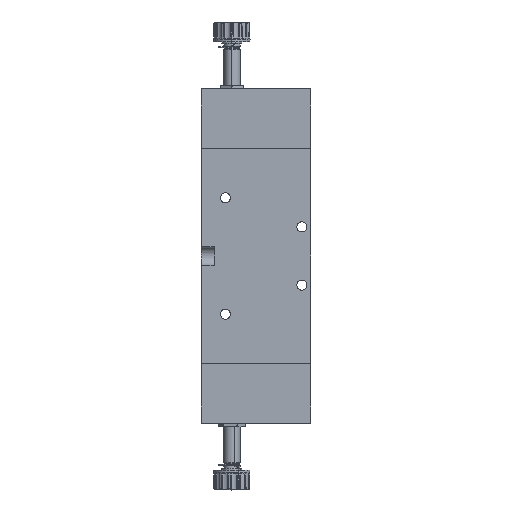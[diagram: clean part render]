
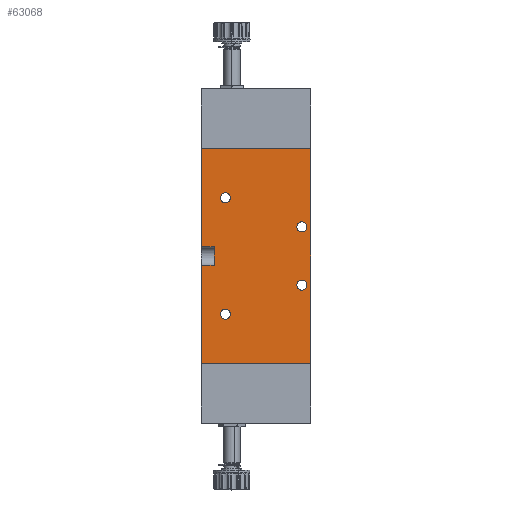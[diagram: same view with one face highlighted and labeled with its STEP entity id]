
A CAD part, left-side view. The second image highlights one B-rep face of the part: STEP entity #63068.
In plain terms, the highlighted planar face has unit normal (-1, 0, 0).
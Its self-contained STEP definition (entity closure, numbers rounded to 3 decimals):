
#525 = DIRECTION ( 'NONE',  ( 0., 1., 0. ) ) ;
#668 = DIRECTION ( 'NONE',  ( 1., 0., 0. ) ) ;
#1010 = DIRECTION ( 'NONE',  ( 1., 0., 0. ) ) ;
#1013 = ORIENTED_EDGE ( 'NONE', *, *, #22938, .T. ) ;
#1243 = CARTESIAN_POINT ( 'NONE',  ( -20., -30., 118. ) ) ;
#1675 = ORIENTED_EDGE ( 'NONE', *, *, #58697, .T. ) ;
#1777 = EDGE_CURVE ( 'NONE', #25126, #43822, #15028, .T. ) ;
#1869 = CARTESIAN_POINT ( 'NONE',  ( -20., -30., 118. ) ) ;
#1870 = DIRECTION ( 'NONE',  ( 0., 0., -1. ) ) ;
#1966 = VECTOR ( 'NONE', #30470, 1000. ) ;
#2043 = AXIS2_PLACEMENT_3D ( 'NONE', #6289, #52611, #12957 ) ;
#3125 = DIRECTION ( 'NONE',  ( 0., -1., 0. ) ) ;
#3381 = ORIENTED_EDGE ( 'NONE', *, *, #24588, .T. ) ;
#3542 = LINE ( 'NONE', #36123, #21161 ) ;
#3754 = DIRECTION ( 'NONE',  ( 0., 0., -1. ) ) ;
#5375 = DIRECTION ( 'NONE',  ( 0., 0., -1. ) ) ;
#6148 = DIRECTION ( 'NONE',  ( 1., 0., 0. ) ) ;
#6289 = CARTESIAN_POINT ( 'NONE',  ( -20., -25.2, 43. ) ) ;
#6322 = ORIENTED_EDGE ( 'NONE', *, *, #25346, .T. ) ;
#7303 = EDGE_LOOP ( 'NONE', ( #1013, #3381 ) ) ;
#8175 = LINE ( 'NONE', #57038, #56890 ) ;
#8523 = DIRECTION ( 'NONE',  ( 0., 0., -1. ) ) ;
#8875 = AXIS2_PLACEMENT_3D ( 'NONE', #45792, #6148, #52467 ) ;
#9239 = EDGE_CURVE ( 'NONE', #9786, #12840, #72458, .T. ) ;
#9786 = VERTEX_POINT ( 'NONE', #50021 ) ;
#10713 = DIRECTION ( 'NONE',  ( 0., -1., 0. ) ) ;
#11390 = CARTESIAN_POINT ( 'NONE',  ( -20., 30., 54. ) ) ;
#11585 = DIRECTION ( 'NONE',  ( 0., 0., -1. ) ) ;
#11954 = ORIENTED_EDGE ( 'NONE', *, *, #52216, .T. ) ;
#12457 = EDGE_CURVE ( 'NONE', #65342, #56475, #32483, .T. ) ;
#12642 = CARTESIAN_POINT ( 'NONE',  ( -20., 30., 64. ) ) ;
#12648 = ORIENTED_EDGE ( 'NONE', *, *, #16955, .T. ) ;
#12840 = VERTEX_POINT ( 'NONE', #68876 ) ;
#12957 = DIRECTION ( 'NONE',  ( 0., 0., -1. ) ) ;
#13727 = CARTESIAN_POINT ( 'NONE',  ( -20., -30., 118. ) ) ;
#13979 = CARTESIAN_POINT ( 'NONE',  ( -20., 16.8, 24.25 ) ) ;
#14256 = ORIENTED_EDGE ( 'NONE', *, *, #24430, .T. ) ;
#15028 = LINE ( 'NONE', #13727, #83548 ) ;
#16483 = ORIENTED_EDGE ( 'NONE', *, *, #25375, .T. ) ;
#16955 = EDGE_CURVE ( 'NONE', #77953, #73287, #23793, .T. ) ;
#18082 = CIRCLE ( 'NONE', #20742, 2.75 ) ;
#18427 = CARTESIAN_POINT ( 'NONE',  ( -20., -25.2, 43. ) ) ;
#20742 = AXIS2_PLACEMENT_3D ( 'NONE', #40319, #668, #46912 ) ;
#21161 = VECTOR ( 'NONE', #3125, 1000. ) ;
#22634 = CIRCLE ( 'NONE', #72108, 2.75 ) ;
#22938 = EDGE_CURVE ( 'NONE', #50749, #59662, #55013, .T. ) ;
#23100 = AXIS2_PLACEMENT_3D ( 'NONE', #35468, #81931, #42103 ) ;
#23793 = CIRCLE ( 'NONE', #8875, 2.75 ) ;
#24430 = EDGE_CURVE ( 'NONE', #26784, #54782, #63103, .T. ) ;
#24588 = EDGE_CURVE ( 'NONE', #59662, #50749, #22634, .T. ) ;
#24824 = ORIENTED_EDGE ( 'NONE', *, *, #51181, .T. ) ;
#24875 = VERTEX_POINT ( 'NONE', #11390 ) ;
#25064 = DIRECTION ( 'NONE',  ( 0., 0., -1. ) ) ;
#25095 = FACE_OUTER_BOUND ( 'NONE', #65016, .T. ) ;
#25126 = VERTEX_POINT ( 'NONE', #54183 ) ;
#25346 = EDGE_CURVE ( 'NONE', #58764, #46734, #25797, .T. ) ;
#25375 = EDGE_CURVE ( 'NONE', #83041, #43822, #8175, .T. ) ;
#25797 = CIRCLE ( 'NONE', #78859, 2.75 ) ;
#26145 = CARTESIAN_POINT ( 'NONE',  ( -20., -25.2, 77.75 ) ) ;
#26784 = VERTEX_POINT ( 'NONE', #28475 ) ;
#27485 = EDGE_CURVE ( 'NONE', #56475, #12840, #3542, .T. ) ;
#28390 = EDGE_LOOP ( 'NONE', ( #14256, #65577 ) ) ;
#28475 = CARTESIAN_POINT ( 'NONE',  ( -20., -25.2, 40.25 ) ) ;
#28926 = VECTOR ( 'NONE', #525, 1000. ) ;
#29644 = EDGE_LOOP ( 'NONE', ( #1675, #6322 ) ) ;
#30170 = EDGE_CURVE ( 'NONE', #54782, #26784, #38514, .T. ) ;
#30470 = DIRECTION ( 'NONE',  ( 0., 0., 1. ) ) ;
#32483 = LINE ( 'NONE', #57902, #85490 ) ;
#33511 = CARTESIAN_POINT ( 'NONE',  ( -20., -30., 54. ) ) ;
#34262 = CARTESIAN_POINT ( 'NONE',  ( -20., 30., 118. ) ) ;
#34436 = CARTESIAN_POINT ( 'NONE',  ( -20., 30., 0. ) ) ;
#35468 = CARTESIAN_POINT ( 'NONE',  ( -20., 16.8, 27. ) ) ;
#36123 = CARTESIAN_POINT ( 'NONE',  ( -20., -30., 64. ) ) ;
#36720 = ORIENTED_EDGE ( 'NONE', *, *, #50813, .F. ) ;
#38514 = CIRCLE ( 'NONE', #2043, 2.75 ) ;
#39017 = CARTESIAN_POINT ( 'NONE',  ( -20., 16.8, 88.25 ) ) ;
#40319 = CARTESIAN_POINT ( 'NONE',  ( -20., 16.8, 91. ) ) ;
#40583 = CARTESIAN_POINT ( 'NONE',  ( -20., 16.8, 93.75 ) ) ;
#40654 = CARTESIAN_POINT ( 'NONE',  ( -20., 16.8, 27. ) ) ;
#42103 = DIRECTION ( 'NONE',  ( 0., 0., -1. ) ) ;
#42686 = FACE_BOUND ( 'NONE', #28390, .T. ) ;
#43376 = DIRECTION ( 'NONE',  ( 1., 0., 0. ) ) ;
#43742 = CIRCLE ( 'NONE', #46255, 2.75 ) ;
#43822 = VERTEX_POINT ( 'NONE', #47548 ) ;
#45021 = DIRECTION ( 'NONE',  ( 1., 0., 0. ) ) ;
#45792 = CARTESIAN_POINT ( 'NONE',  ( -20., -25.2, 75. ) ) ;
#46255 = AXIS2_PLACEMENT_3D ( 'NONE', #84854, #45021, #5375 ) ;
#46734 = VERTEX_POINT ( 'NONE', #39017 ) ;
#46912 = DIRECTION ( 'NONE',  ( 0., 0., -1. ) ) ;
#46956 = DIRECTION ( 'NONE',  ( 0., 0., -1. ) ) ;
#47274 = DIRECTION ( 'NONE',  ( 0., 0., -1. ) ) ;
#47548 = CARTESIAN_POINT ( 'NONE',  ( -20., -30., 0. ) ) ;
#48155 = DIRECTION ( 'NONE',  ( 1., 0., 0. ) ) ;
#49983 = VECTOR ( 'NONE', #60886, 1000. ) ;
#50021 = CARTESIAN_POINT ( 'NONE',  ( -20., 23., 54. ) ) ;
#50749 = VERTEX_POINT ( 'NONE', #13979 ) ;
#50813 = EDGE_CURVE ( 'NONE', #65342, #25126, #67641, .T. ) ;
#51181 = EDGE_CURVE ( 'NONE', #24875, #83041, #83193, .T. ) ;
#51476 = AXIS2_PLACEMENT_3D ( 'NONE', #18427, #64781, #25064 ) ;
#52216 = EDGE_CURVE ( 'NONE', #9786, #24875, #64164, .T. ) ;
#52467 = DIRECTION ( 'NONE',  ( 0., 0., -1. ) ) ;
#52611 = DIRECTION ( 'NONE',  ( 1., 0., 0. ) ) ;
#53530 = AXIS2_PLACEMENT_3D ( 'NONE', #1869, #48155, #8523 ) ;
#54183 = CARTESIAN_POINT ( 'NONE',  ( -20., -30., 118. ) ) ;
#54782 = VERTEX_POINT ( 'NONE', #57773 ) ;
#55013 = CIRCLE ( 'NONE', #23100, 2.75 ) ;
#56020 = ORIENTED_EDGE ( 'NONE', *, *, #62838, .T. ) ;
#56475 = VERTEX_POINT ( 'NONE', #12642 ) ;
#56890 = VECTOR ( 'NONE', #10713, 1000. ) ;
#57038 = CARTESIAN_POINT ( 'NONE',  ( -20., -30., 0. ) ) ;
#57773 = CARTESIAN_POINT ( 'NONE',  ( -20., -25.2, 45.75 ) ) ;
#57902 = CARTESIAN_POINT ( 'NONE',  ( -20., 30., 118. ) ) ;
#58269 = FACE_BOUND ( 'NONE', #7303, .T. ) ;
#58697 = EDGE_CURVE ( 'NONE', #46734, #58764, #18082, .T. ) ;
#58764 = VERTEX_POINT ( 'NONE', #40583 ) ;
#59662 = VERTEX_POINT ( 'NONE', #86050 ) ;
#60346 = FACE_BOUND ( 'NONE', #29644, .T. ) ;
#60779 = ORIENTED_EDGE ( 'NONE', *, *, #1777, .F. ) ;
#60886 = DIRECTION ( 'NONE',  ( 0., -1., 0. ) ) ;
#62652 = EDGE_LOOP ( 'NONE', ( #12648, #56020 ) ) ;
#62838 = EDGE_CURVE ( 'NONE', #73287, #77953, #43742, .T. ) ;
#63068 = ADVANCED_FACE ( 'NONE', ( #75950, #42686, #25095, #60346, #58269 ), #81315, .F. ) ;
#63103 = CIRCLE ( 'NONE', #51476, 2.75 ) ;
#64164 = LINE ( 'NONE', #33511, #28926 ) ;
#64781 = DIRECTION ( 'NONE',  ( 1., 0., 0. ) ) ;
#65016 = EDGE_LOOP ( 'NONE', ( #85695, #71858, #80491, #11954, #24824, #16483, #60779, #36720 ) ) ;
#65342 = VERTEX_POINT ( 'NONE', #34262 ) ;
#65503 = VECTOR ( 'NONE', #1870, 1000. ) ;
#65577 = ORIENTED_EDGE ( 'NONE', *, *, #30170, .T. ) ;
#67641 = LINE ( 'NONE', #1243, #49983 ) ;
#68876 = CARTESIAN_POINT ( 'NONE',  ( -20., 23., 64. ) ) ;
#71522 = CARTESIAN_POINT ( 'NONE',  ( -20., -25.2, 72.25 ) ) ;
#71858 = ORIENTED_EDGE ( 'NONE', *, *, #27485, .T. ) ;
#72108 = AXIS2_PLACEMENT_3D ( 'NONE', #40654, #1010, #47274 ) ;
#72458 = LINE ( 'NONE', #83562, #1966 ) ;
#73287 = VERTEX_POINT ( 'NONE', #26145 ) ;
#75950 = FACE_BOUND ( 'NONE', #62652, .T. ) ;
#77953 = VERTEX_POINT ( 'NONE', #71522 ) ;
#78859 = AXIS2_PLACEMENT_3D ( 'NONE', #83218, #43376, #3754 ) ;
#80491 = ORIENTED_EDGE ( 'NONE', *, *, #9239, .F. ) ;
#81315 = PLANE ( 'NONE',  #53530 ) ;
#81316 = CARTESIAN_POINT ( 'NONE',  ( -20., 30., 118. ) ) ;
#81931 = DIRECTION ( 'NONE',  ( 1., 0., 0. ) ) ;
#83041 = VERTEX_POINT ( 'NONE', #34436 ) ;
#83193 = LINE ( 'NONE', #81316, #65503 ) ;
#83218 = CARTESIAN_POINT ( 'NONE',  ( -20., 16.8, 91. ) ) ;
#83548 = VECTOR ( 'NONE', #46956, 1000. ) ;
#83562 = CARTESIAN_POINT ( 'NONE',  ( -20., 23., 118. ) ) ;
#84854 = CARTESIAN_POINT ( 'NONE',  ( -20., -25.2, 75. ) ) ;
#85490 = VECTOR ( 'NONE', #11585, 1000. ) ;
#85695 = ORIENTED_EDGE ( 'NONE', *, *, #12457, .T. ) ;
#86050 = CARTESIAN_POINT ( 'NONE',  ( -20., 16.8, 29.75 ) ) ;
